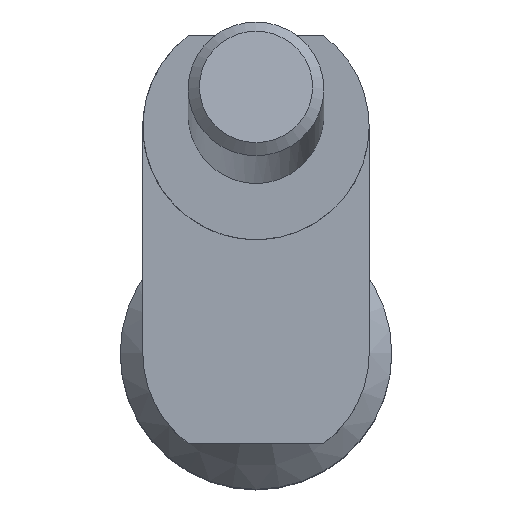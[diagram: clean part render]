
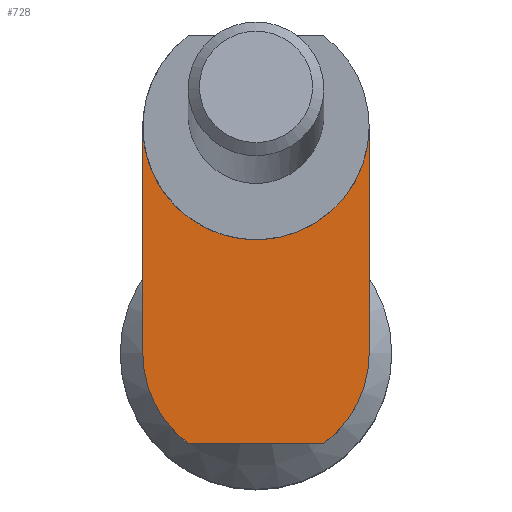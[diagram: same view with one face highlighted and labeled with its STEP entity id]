
A CAD part, top view. The second image highlights one B-rep face of the part: STEP entity #728.
In plain terms, the highlighted planar face has unit normal (0, 0, 1).
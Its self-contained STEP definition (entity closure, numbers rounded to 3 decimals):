
#287 = CYLINDRICAL_SURFACE('',#288,2.5);
#288 = AXIS2_PLACEMENT_3D('',#289,#290,#291);
#289 = CARTESIAN_POINT('',(0.,5.,13.));
#290 = DIRECTION('',(0.,0.,1.));
#291 = DIRECTION('',(1.,0.,0.));
#354 = VERTEX_POINT('',#355);
#355 = CARTESIAN_POINT('',(2.5,5.,15.));
#389 = PLANE('',#390);
#390 = AXIS2_PLACEMENT_3D('',#391,#392,#393);
#391 = CARTESIAN_POINT('',(2.5,0.,13.));
#392 = DIRECTION('',(-1.,0.,0.));
#393 = DIRECTION('',(0.,1.,0.));
#450 = VERTEX_POINT('',#451);
#451 = CARTESIAN_POINT('',(-2.5,5.,15.));
#465 = PLANE('',#466);
#466 = AXIS2_PLACEMENT_3D('',#467,#468,#469);
#467 = CARTESIAN_POINT('',(-2.5,0.,13.));
#468 = DIRECTION('',(-1.,0.,0.));
#469 = DIRECTION('',(0.,1.,0.));
#477 = EDGE_CURVE('',#450,#354,#478,.T.);
#478 = SURFACE_CURVE('',#479,(#484,#491),.PCURVE_S1.);
#479 = CIRCLE('',#480,2.5);
#480 = AXIS2_PLACEMENT_3D('',#481,#482,#483);
#481 = CARTESIAN_POINT('',(0.,5.,15.));
#482 = DIRECTION('',(0.,0.,1.));
#483 = DIRECTION('',(1.,0.,0.));
#484 = PCURVE('',#287,#485);
#485 = DEFINITIONAL_REPRESENTATION('',(#486),#490);
#486 = LINE('',#487,#488);
#487 = CARTESIAN_POINT('',(0.,2.));
#488 = VECTOR('',#489,1.);
#489 = DIRECTION('',(1.,0.));
#490 = ( GEOMETRIC_REPRESENTATION_CONTEXT(2) 
PARAMETRIC_REPRESENTATION_CONTEXT() REPRESENTATION_CONTEXT('2D SPACE',''
  ) );
#491 = PCURVE('',#492,#497);
#492 = PLANE('',#493);
#493 = AXIS2_PLACEMENT_3D('',#494,#495,#496);
#494 = CARTESIAN_POINT('',(-2.5,0.,15.));
#495 = DIRECTION('',(0.,0.,-1.));
#496 = DIRECTION('',(-1.,0.,0.));
#497 = DEFINITIONAL_REPRESENTATION('',(#498),#506);
#498 = ( BOUNDED_CURVE() B_SPLINE_CURVE(2,(#499,#500,#501,#502,#503,#504
,#505),.UNSPECIFIED.,.T.,.F.) B_SPLINE_CURVE_WITH_KNOTS((1,2,2,2,2,1),(
    -2.094,0.,2.094,4.189,6.283,
8.378),.UNSPECIFIED.) CURVE() GEOMETRIC_REPRESENTATION_ITEM() 
RATIONAL_B_SPLINE_CURVE((1.,0.5,1.,0.5,1.,0.5,1.)) REPRESENTATION_ITEM(
  '') );
#499 = CARTESIAN_POINT('',(-5.,5.));
#500 = CARTESIAN_POINT('',(-5.,9.33));
#501 = CARTESIAN_POINT('',(-1.25,7.165));
#502 = CARTESIAN_POINT('',(2.5,5.));
#503 = CARTESIAN_POINT('',(-1.25,2.835));
#504 = CARTESIAN_POINT('',(-5.,0.67));
#505 = CARTESIAN_POINT('',(-5.,5.));
#506 = ( GEOMETRIC_REPRESENTATION_CONTEXT(2) 
PARAMETRIC_REPRESENTATION_CONTEXT() REPRESENTATION_CONTEXT('2D SPACE',''
  ) );
#573 = VERTEX_POINT('',#574);
#574 = CARTESIAN_POINT('',(2.5,0.,15.));
#588 = CYLINDRICAL_SURFACE('',#589,2.5);
#589 = AXIS2_PLACEMENT_3D('',#590,#591,#592);
#590 = CARTESIAN_POINT('',(0.,0.,13.));
#591 = DIRECTION('',(-0.,-0.,-1.));
#592 = DIRECTION('',(1.,0.,0.));
#600 = EDGE_CURVE('',#573,#354,#601,.T.);
#601 = SURFACE_CURVE('',#602,(#606,#613),.PCURVE_S1.);
#602 = LINE('',#603,#604);
#603 = CARTESIAN_POINT('',(2.5,0.,15.));
#604 = VECTOR('',#605,1.);
#605 = DIRECTION('',(0.,1.,0.));
#606 = PCURVE('',#389,#607);
#607 = DEFINITIONAL_REPRESENTATION('',(#608),#612);
#608 = LINE('',#609,#610);
#609 = CARTESIAN_POINT('',(0.,-2.));
#610 = VECTOR('',#611,1.);
#611 = DIRECTION('',(1.,0.));
#612 = ( GEOMETRIC_REPRESENTATION_CONTEXT(2) 
PARAMETRIC_REPRESENTATION_CONTEXT() REPRESENTATION_CONTEXT('2D SPACE',''
  ) );
#613 = PCURVE('',#492,#614);
#614 = DEFINITIONAL_REPRESENTATION('',(#615),#619);
#615 = LINE('',#616,#617);
#616 = CARTESIAN_POINT('',(-5.,0.));
#617 = VECTOR('',#618,1.);
#618 = DIRECTION('',(0.,1.));
#619 = ( GEOMETRIC_REPRESENTATION_CONTEXT(2) 
PARAMETRIC_REPRESENTATION_CONTEXT() REPRESENTATION_CONTEXT('2D SPACE',''
  ) );
#654 = VERTEX_POINT('',#655);
#655 = CARTESIAN_POINT('',(-2.5,0.,15.));
#669 = CYLINDRICAL_SURFACE('',#670,2.5);
#670 = AXIS2_PLACEMENT_3D('',#671,#672,#673);
#671 = CARTESIAN_POINT('',(0.,0.,13.));
#672 = DIRECTION('',(-0.,-0.,-1.));
#673 = DIRECTION('',(1.,0.,0.));
#681 = EDGE_CURVE('',#654,#450,#682,.T.);
#682 = SURFACE_CURVE('',#683,(#687,#694),.PCURVE_S1.);
#683 = LINE('',#684,#685);
#684 = CARTESIAN_POINT('',(-2.5,0.,15.));
#685 = VECTOR('',#686,1.);
#686 = DIRECTION('',(0.,1.,0.));
#687 = PCURVE('',#465,#688);
#688 = DEFINITIONAL_REPRESENTATION('',(#689),#693);
#689 = LINE('',#690,#691);
#690 = CARTESIAN_POINT('',(0.,-2.));
#691 = VECTOR('',#692,1.);
#692 = DIRECTION('',(1.,0.));
#693 = ( GEOMETRIC_REPRESENTATION_CONTEXT(2) 
PARAMETRIC_REPRESENTATION_CONTEXT() REPRESENTATION_CONTEXT('2D SPACE',''
  ) );
#694 = PCURVE('',#492,#695);
#695 = DEFINITIONAL_REPRESENTATION('',(#696),#700);
#696 = LINE('',#697,#698);
#697 = CARTESIAN_POINT('',(0.,0.));
#698 = VECTOR('',#699,1.);
#699 = DIRECTION('',(0.,1.));
#700 = ( GEOMETRIC_REPRESENTATION_CONTEXT(2) 
PARAMETRIC_REPRESENTATION_CONTEXT() REPRESENTATION_CONTEXT('2D SPACE',''
  ) );
#728 = ADVANCED_FACE('',(#729),#492,.F.);
#729 = FACE_BOUND('',#730,.F.);
#730 = EDGE_LOOP('',(#731,#759,#785,#811,#812,#813));
#731 = ORIENTED_EDGE('',*,*,#732,.F.);
#732 = EDGE_CURVE('',#733,#573,#735,.T.);
#733 = VERTEX_POINT('',#734);
#734 = CARTESIAN_POINT('',(1.5,-2.,15.));
#735 = SURFACE_CURVE('',#736,(#741,#752),.PCURVE_S1.);
#736 = CIRCLE('',#737,2.5);
#737 = AXIS2_PLACEMENT_3D('',#738,#739,#740);
#738 = CARTESIAN_POINT('',(0.,0.,15.));
#739 = DIRECTION('',(0.,0.,1.));
#740 = DIRECTION('',(1.,0.,0.));
#741 = PCURVE('',#492,#742);
#742 = DEFINITIONAL_REPRESENTATION('',(#743),#751);
#743 = ( BOUNDED_CURVE() B_SPLINE_CURVE(2,(#744,#745,#746,#747,#748,#749
,#750),.UNSPECIFIED.,.F.,.F.) B_SPLINE_CURVE_WITH_KNOTS((1,2,2,2,2,1),(
    -2.094,0.,2.094,4.189,6.283,
8.378),.UNSPECIFIED.) CURVE() GEOMETRIC_REPRESENTATION_ITEM() 
RATIONAL_B_SPLINE_CURVE((1.,0.5,1.,0.5,1.,0.5,1.)) REPRESENTATION_ITEM(
  '') );
#744 = CARTESIAN_POINT('',(-5.,0.));
#745 = CARTESIAN_POINT('',(-5.,4.33));
#746 = CARTESIAN_POINT('',(-1.25,2.165));
#747 = CARTESIAN_POINT('',(2.5,0.));
#748 = CARTESIAN_POINT('',(-1.25,-2.165));
#749 = CARTESIAN_POINT('',(-5.,-4.33));
#750 = CARTESIAN_POINT('',(-5.,0.));
#751 = ( GEOMETRIC_REPRESENTATION_CONTEXT(2) 
PARAMETRIC_REPRESENTATION_CONTEXT() REPRESENTATION_CONTEXT('2D SPACE',''
  ) );
#752 = PCURVE('',#588,#753);
#753 = DEFINITIONAL_REPRESENTATION('',(#754),#758);
#754 = LINE('',#755,#756);
#755 = CARTESIAN_POINT('',(-0.,-2.));
#756 = VECTOR('',#757,1.);
#757 = DIRECTION('',(-1.,0.));
#758 = ( GEOMETRIC_REPRESENTATION_CONTEXT(2) 
PARAMETRIC_REPRESENTATION_CONTEXT() REPRESENTATION_CONTEXT('2D SPACE',''
  ) );
#759 = ORIENTED_EDGE('',*,*,#760,.T.);
#760 = EDGE_CURVE('',#733,#761,#763,.T.);
#761 = VERTEX_POINT('',#762);
#762 = CARTESIAN_POINT('',(-1.5,-2.,15.));
#763 = SURFACE_CURVE('',#764,(#768,#774),.PCURVE_S1.);
#764 = LINE('',#765,#766);
#765 = CARTESIAN_POINT('',(-2.5,-2.,15.));
#766 = VECTOR('',#767,1.);
#767 = DIRECTION('',(-1.,-0.,-0.));
#768 = PCURVE('',#492,#769);
#769 = DEFINITIONAL_REPRESENTATION('',(#770),#773);
#770 = B_SPLINE_CURVE_WITH_KNOTS('',1,(#771,#772),.UNSPECIFIED.,.F.,.F.,
  (2,2),(-5.,0.),.PIECEWISE_BEZIER_KNOTS.);
#771 = CARTESIAN_POINT('',(-5.,-2.));
#772 = CARTESIAN_POINT('',(0.,-2.));
#773 = ( GEOMETRIC_REPRESENTATION_CONTEXT(2) 
PARAMETRIC_REPRESENTATION_CONTEXT() REPRESENTATION_CONTEXT('2D SPACE',''
  ) );
#774 = PCURVE('',#775,#780);
#775 = PLANE('',#776);
#776 = AXIS2_PLACEMENT_3D('',#777,#778,#779);
#777 = CARTESIAN_POINT('',(-2.5,-2.,5015.));
#778 = DIRECTION('',(0.,-1.,0.));
#779 = DIRECTION('',(1.,0.,0.));
#780 = DEFINITIONAL_REPRESENTATION('',(#781),#784);
#781 = B_SPLINE_CURVE_WITH_KNOTS('',1,(#782,#783),.UNSPECIFIED.,.F.,.F.,
  (2,2),(-5.,0.),.PIECEWISE_BEZIER_KNOTS.);
#782 = CARTESIAN_POINT('',(5.,-5000.));
#783 = CARTESIAN_POINT('',(0.,-5000.));
#784 = ( GEOMETRIC_REPRESENTATION_CONTEXT(2) 
PARAMETRIC_REPRESENTATION_CONTEXT() REPRESENTATION_CONTEXT('2D SPACE',''
  ) );
#785 = ORIENTED_EDGE('',*,*,#786,.F.);
#786 = EDGE_CURVE('',#654,#761,#787,.T.);
#787 = SURFACE_CURVE('',#788,(#793,#804),.PCURVE_S1.);
#788 = CIRCLE('',#789,2.5);
#789 = AXIS2_PLACEMENT_3D('',#790,#791,#792);
#790 = CARTESIAN_POINT('',(0.,0.,15.));
#791 = DIRECTION('',(0.,0.,1.));
#792 = DIRECTION('',(1.,0.,0.));
#793 = PCURVE('',#492,#794);
#794 = DEFINITIONAL_REPRESENTATION('',(#795),#803);
#795 = ( BOUNDED_CURVE() B_SPLINE_CURVE(2,(#796,#797,#798,#799,#800,#801
,#802),.UNSPECIFIED.,.F.,.F.) B_SPLINE_CURVE_WITH_KNOTS((1,2,2,2,2,1),(
    -2.094,0.,2.094,4.189,6.283,
8.378),.UNSPECIFIED.) CURVE() GEOMETRIC_REPRESENTATION_ITEM() 
RATIONAL_B_SPLINE_CURVE((1.,0.5,1.,0.5,1.,0.5,1.)) REPRESENTATION_ITEM(
  '') );
#796 = CARTESIAN_POINT('',(-5.,0.));
#797 = CARTESIAN_POINT('',(-5.,4.33));
#798 = CARTESIAN_POINT('',(-1.25,2.165));
#799 = CARTESIAN_POINT('',(2.5,0.));
#800 = CARTESIAN_POINT('',(-1.25,-2.165));
#801 = CARTESIAN_POINT('',(-5.,-4.33));
#802 = CARTESIAN_POINT('',(-5.,0.));
#803 = ( GEOMETRIC_REPRESENTATION_CONTEXT(2) 
PARAMETRIC_REPRESENTATION_CONTEXT() REPRESENTATION_CONTEXT('2D SPACE',''
  ) );
#804 = PCURVE('',#669,#805);
#805 = DEFINITIONAL_REPRESENTATION('',(#806),#810);
#806 = LINE('',#807,#808);
#807 = CARTESIAN_POINT('',(-0.,-2.));
#808 = VECTOR('',#809,1.);
#809 = DIRECTION('',(-1.,0.));
#810 = ( GEOMETRIC_REPRESENTATION_CONTEXT(2) 
PARAMETRIC_REPRESENTATION_CONTEXT() REPRESENTATION_CONTEXT('2D SPACE',''
  ) );
#811 = ORIENTED_EDGE('',*,*,#681,.T.);
#812 = ORIENTED_EDGE('',*,*,#477,.T.);
#813 = ORIENTED_EDGE('',*,*,#600,.F.);
